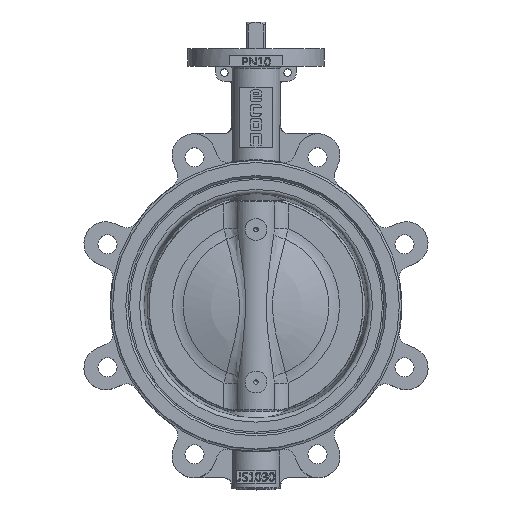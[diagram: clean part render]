
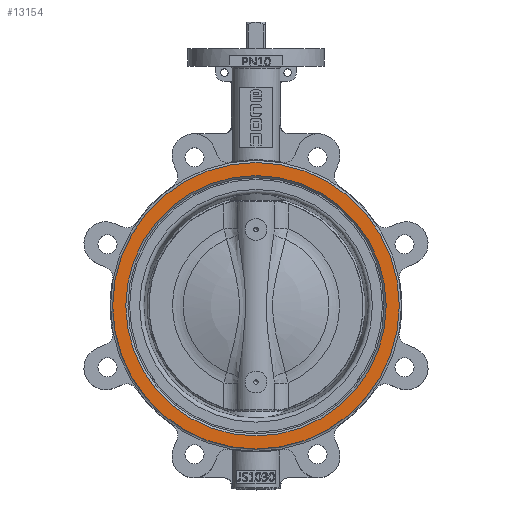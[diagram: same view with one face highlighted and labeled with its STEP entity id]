
A CAD part, top view. The second image highlights one B-rep face of the part: STEP entity #13154.
In plain terms, the highlighted planar face has unit normal (0, 0, 1).
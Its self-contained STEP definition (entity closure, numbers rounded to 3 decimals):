
#2639=PLANE('',#14253);
#2937=FACE_BOUND('',#4108,.T.);
#3295=FACE_OUTER_BOUND('',#4107,.T.);
#4107=EDGE_LOOP('',(#9766));
#4108=EDGE_LOOP('',(#9767));
#5020=CIRCLE('',#14254,131.5);
#5021=CIRCLE('',#14255,119.5);
#5876=VERTEX_POINT('',#25595);
#5877=VERTEX_POINT('',#25597);
#7344=EDGE_CURVE('',#5876,#5876,#5020,.T.);
#7345=EDGE_CURVE('',#5877,#5877,#5021,.F.);
#9766=ORIENTED_EDGE('',*,*,#7344,.T.);
#9767=ORIENTED_EDGE('',*,*,#7345,.T.);
#13154=ADVANCED_FACE('',(#3295,#2937),#2639,.T.);
#14253=AXIS2_PLACEMENT_3D('',#25594,#16296,#16297);
#14254=AXIS2_PLACEMENT_3D('',#25596,#16298,#16299);
#14255=AXIS2_PLACEMENT_3D('',#25598,#16300,#16301);
#16296=DIRECTION('center_axis',(0.,0.,1.));
#16297=DIRECTION('ref_axis',(1.,0.,0.));
#16298=DIRECTION('center_axis',(0.,0.,1.));
#16299=DIRECTION('ref_axis',(1.,0.,0.));
#16300=DIRECTION('center_axis',(0.,0.,1.));
#16301=DIRECTION('ref_axis',(1.,0.,0.));
#25594=CARTESIAN_POINT('Origin',(0.,0.,29.8));
#25595=CARTESIAN_POINT('',(131.5,0.,29.8));
#25596=CARTESIAN_POINT('Origin',(0.,0.,29.8));
#25597=CARTESIAN_POINT('',(119.5,0.,29.8));
#25598=CARTESIAN_POINT('Origin',(0.,0.,29.8));
